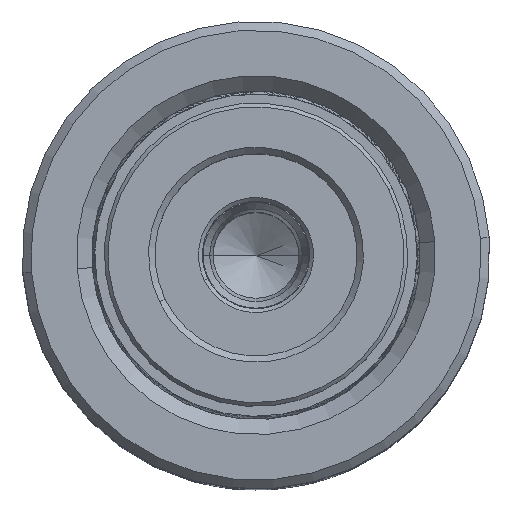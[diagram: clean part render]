
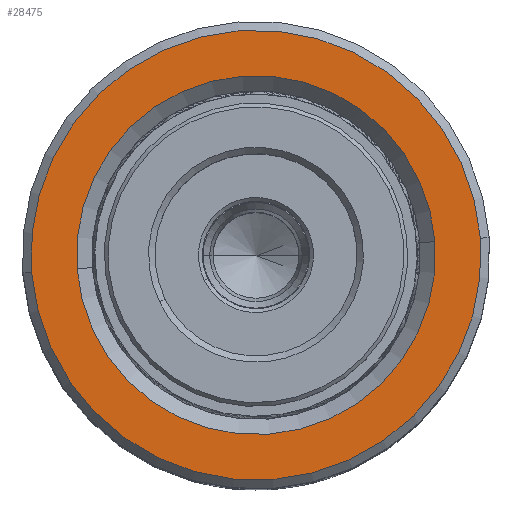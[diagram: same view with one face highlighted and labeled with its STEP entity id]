
A CAD part, top view. The second image highlights one B-rep face of the part: STEP entity #28475.
In plain terms, the highlighted planar face has unit normal (0, 0, 1).
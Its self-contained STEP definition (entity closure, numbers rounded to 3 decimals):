
#718 = DIRECTION ( 'NONE',  ( 1., 0., 0. ) ) ;
#786 = ORIENTED_EDGE ( 'NONE', *, *, #16138, .T. ) ;
#1217 = VERTEX_POINT ( 'NONE', #10069 ) ;
#3561 = EDGE_CURVE ( 'NONE', #11973, #33793, #8560, .T. ) ;
#4282 = FACE_BOUND ( 'NONE', #26006, .T. ) ;
#4449 = DIRECTION ( 'NONE',  ( 0., 0., 1. ) ) ;
#5340 = AXIS2_PLACEMENT_3D ( 'NONE', #6736, #4449, #15114 ) ;
#5670 = CARTESIAN_POINT ( 'NONE',  ( 0., 0., 60. ) ) ;
#5758 = VERTEX_POINT ( 'NONE', #32580 ) ;
#6174 = DIRECTION ( 'NONE',  ( 1., 0., 0. ) ) ;
#6736 = CARTESIAN_POINT ( 'NONE',  ( 0., 0., 60. ) ) ;
#7480 = EDGE_CURVE ( 'NONE', #33793, #11973, #11800, .T. ) ;
#8560 = CIRCLE ( 'NONE', #10857, 14.2 ) ;
#9792 = CARTESIAN_POINT ( 'NONE',  ( 0., 0., 60. ) ) ;
#10069 = CARTESIAN_POINT ( 'NONE',  ( -17.8, 0., 60. ) ) ;
#10857 = AXIS2_PLACEMENT_3D ( 'NONE', #25091, #11747, #718 ) ;
#11747 = DIRECTION ( 'NONE',  ( 0., 0., -1. ) ) ;
#11800 = CIRCLE ( 'NONE', #27695, 14.2 ) ;
#11911 = DIRECTION ( 'NONE',  ( 0., 0., -1. ) ) ;
#11973 = VERTEX_POINT ( 'NONE', #12051 ) ;
#12051 = CARTESIAN_POINT ( 'NONE',  ( 14.2, 0., 60. ) ) ;
#12296 = FACE_OUTER_BOUND ( 'NONE', #30519, .T. ) ;
#13782 = EDGE_CURVE ( 'NONE', #1217, #5758, #25782, .T. ) ;
#15114 = DIRECTION ( 'NONE',  ( 1., 0., 0. ) ) ;
#15826 = ORIENTED_EDGE ( 'NONE', *, *, #13782, .T. ) ;
#16138 = EDGE_CURVE ( 'NONE', #5758, #1217, #16760, .T. ) ;
#16713 = DIRECTION ( 'NONE',  ( 0., 0., 1. ) ) ;
#16760 = CIRCLE ( 'NONE', #32073, 17.8 ) ;
#16998 = CARTESIAN_POINT ( 'NONE',  ( -14.2, 0., 60. ) ) ;
#20214 = AXIS2_PLACEMENT_3D ( 'NONE', #9792, #20641, #25990 ) ;
#20641 = DIRECTION ( 'NONE',  ( 0., 0., 1. ) ) ;
#25091 = CARTESIAN_POINT ( 'NONE',  ( 0., 0., 60. ) ) ;
#25782 = CIRCLE ( 'NONE', #5340, 17.8 ) ;
#25990 = DIRECTION ( 'NONE',  ( 1., 0., 0. ) ) ;
#26006 = EDGE_LOOP ( 'NONE', ( #29046, #31105 ) ) ;
#26351 = PLANE ( 'NONE',  #20214 ) ;
#27695 = AXIS2_PLACEMENT_3D ( 'NONE', #29441, #11911, #34756 ) ;
#28475 = ADVANCED_FACE ( 'NONE', ( #12296, #4282 ), #26351, .T. ) ;
#29046 = ORIENTED_EDGE ( 'NONE', *, *, #3561, .T. ) ;
#29441 = CARTESIAN_POINT ( 'NONE',  ( 0., 0., 60. ) ) ;
#30519 = EDGE_LOOP ( 'NONE', ( #15826, #786 ) ) ;
#31105 = ORIENTED_EDGE ( 'NONE', *, *, #7480, .T. ) ;
#32073 = AXIS2_PLACEMENT_3D ( 'NONE', #5670, #16713, #6174 ) ;
#32580 = CARTESIAN_POINT ( 'NONE',  ( 17.8, 0., 60. ) ) ;
#33793 = VERTEX_POINT ( 'NONE', #16998 ) ;
#34756 = DIRECTION ( 'NONE',  ( 1., 0., 0. ) ) ;
